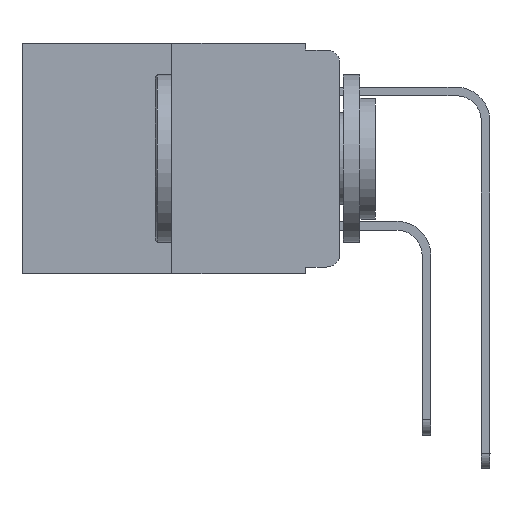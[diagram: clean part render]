
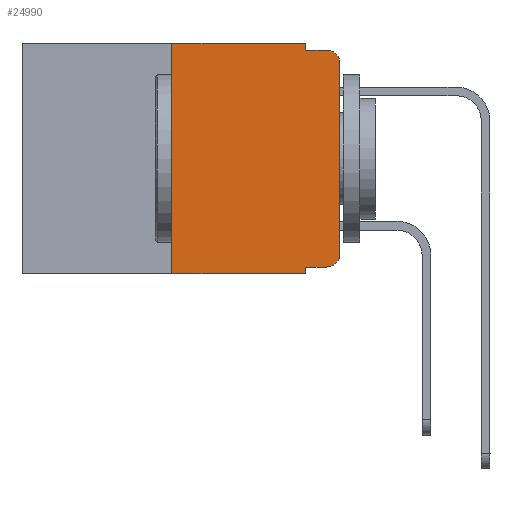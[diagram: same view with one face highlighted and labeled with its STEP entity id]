
A CAD part, left-side view. The second image highlights one B-rep face of the part: STEP entity #24990.
In plain terms, the highlighted planar face has unit normal (-1, 0, 0).
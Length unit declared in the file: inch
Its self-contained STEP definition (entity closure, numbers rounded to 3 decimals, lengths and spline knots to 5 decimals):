
#165 = CARTESIAN_POINT ( 'NONE',  ( 0., 0.051, 0. ) ) ;
#1261 = AXIS2_PLACEMENT_3D ( 'NONE', #27604, #3872, #14325 ) ;
#1712 = ORIENTED_EDGE ( 'NONE', *, *, #17791, .T. ) ;
#2204 = CARTESIAN_POINT ( 'NONE',  ( 0., 0.051, -0.333 ) ) ;
#3281 = VECTOR ( 'NONE', #20148, 39.37008 ) ;
#3722 = DIRECTION ( 'NONE',  ( 0., -1., 0. ) ) ;
#3872 = DIRECTION ( 'NONE',  ( -1., 0., 0. ) ) ;
#4342 = DIRECTION ( 'NONE',  ( -1., 0., 0. ) ) ;
#4897 = EDGE_CURVE ( 'NONE', #18168, #24808, #11501, .T. ) ;
#5050 = VECTOR ( 'NONE', #20542, 39.37008 ) ;
#5064 = VERTEX_POINT ( 'NONE', #12050 ) ;
#5143 = LINE ( 'NONE', #11969, #21545 ) ;
#5383 = CARTESIAN_POINT ( 'NONE',  ( 0., 0.051, 0. ) ) ;
#6021 = CARTESIAN_POINT ( 'NONE',  ( 0., 0., 0. ) ) ;
#6880 = CARTESIAN_POINT ( 'NONE',  ( 0., 0.473, -0.343 ) ) ;
#6993 = DIRECTION ( 'NONE',  ( 0., 0., -1. ) ) ;
#7313 = CARTESIAN_POINT ( 'NONE',  ( 0., 0.051, -0.333 ) ) ;
#7369 = DIRECTION ( 'NONE',  ( 0., 0., -1. ) ) ;
#7626 = ORIENTED_EDGE ( 'NONE', *, *, #10449, .F. ) ;
#7648 = VECTOR ( 'NONE', #10932, 39.37008 ) ;
#7860 = VERTEX_POINT ( 'NONE', #14728 ) ;
#7878 = EDGE_CURVE ( 'NONE', #24808, #7860, #12391, .T. ) ;
#8197 = VERTEX_POINT ( 'NONE', #5383 ) ;
#8309 = ORIENTED_EDGE ( 'NONE', *, *, #11680, .F. ) ;
#8386 = VECTOR ( 'NONE', #20937, 39.37008 ) ;
#8601 = VERTEX_POINT ( 'NONE', #26975 ) ;
#8799 = VERTEX_POINT ( 'NONE', #20786 ) ;
#8940 = CARTESIAN_POINT ( 'NONE',  ( 0., 0.02, -0.03 ) ) ;
#8999 = EDGE_CURVE ( 'NONE', #8197, #8601, #5143, .T. ) ;
#9752 = VECTOR ( 'NONE', #3722, 39.37008 ) ;
#9907 = EDGE_CURVE ( 'NONE', #7860, #8799, #12570, .T. ) ;
#9908 = CARTESIAN_POINT ( 'NONE',  ( 0., 0.02, -0.01 ) ) ;
#10449 = EDGE_CURVE ( 'NONE', #8601, #16854, #22435, .T. ) ;
#10547 = DIRECTION ( 'NONE',  ( 1., 0., 0. ) ) ;
#10760 = AXIS2_PLACEMENT_3D ( 'NONE', #21406, #10547, #27195 ) ;
#10805 = ORIENTED_EDGE ( 'NONE', *, *, #9907, .T. ) ;
#10932 = DIRECTION ( 'NONE',  ( 0., -1., 0. ) ) ;
#11501 = LINE ( 'NONE', #7313, #3281 ) ;
#11680 = EDGE_CURVE ( 'NONE', #5064, #8197, #13686, .T. ) ;
#11969 = CARTESIAN_POINT ( 'NONE',  ( 0., 0.051, 0. ) ) ;
#12050 = CARTESIAN_POINT ( 'NONE',  ( 0., 0.25, 0. ) ) ;
#12280 = ORIENTED_EDGE ( 'NONE', *, *, #8999, .F. ) ;
#12361 = FACE_OUTER_BOUND ( 'NONE', #23937, .T. ) ;
#12391 = CIRCLE ( 'NONE', #1261, 0.02 ) ;
#12570 = LINE ( 'NONE', #6021, #8386 ) ;
#12754 = LINE ( 'NONE', #6880, #7648 ) ;
#12980 = CARTESIAN_POINT ( 'NONE',  ( 0., 0.25, -0.343 ) ) ;
#13649 = VECTOR ( 'NONE', #19444, 39.37008 ) ;
#13686 = LINE ( 'NONE', #26688, #16042 ) ;
#14325 = DIRECTION ( 'NONE',  ( 0., 0., -1. ) ) ;
#14728 = CARTESIAN_POINT ( 'NONE',  ( 0., 0., -0.313 ) ) ;
#14803 = EDGE_CURVE ( 'NONE', #19991, #18806, #12754, .T. ) ;
#14815 = ORIENTED_EDGE ( 'NONE', *, *, #7878, .T. ) ;
#14997 = ORIENTED_EDGE ( 'NONE', *, *, #16368, .F. ) ;
#16042 = VECTOR ( 'NONE', #17722, 39.37008 ) ;
#16368 = EDGE_CURVE ( 'NONE', #19991, #5064, #20816, .T. ) ;
#16854 = VERTEX_POINT ( 'NONE', #9908 ) ;
#17722 = DIRECTION ( 'NONE',  ( 0., -1., 0. ) ) ;
#17791 = EDGE_CURVE ( 'NONE', #8799, #16854, #21595, .T. ) ;
#17850 = ORIENTED_EDGE ( 'NONE', *, *, #4897, .T. ) ;
#18168 = VERTEX_POINT ( 'NONE', #2204 ) ;
#18721 = CARTESIAN_POINT ( 'NONE',  ( 0., 0.25, 0. ) ) ;
#18806 = VERTEX_POINT ( 'NONE', #24949 ) ;
#19444 = DIRECTION ( 'NONE',  ( 0., 0., -1. ) ) ;
#19991 = VERTEX_POINT ( 'NONE', #12980 ) ;
#20148 = DIRECTION ( 'NONE',  ( 0., -1., 0. ) ) ;
#20542 = DIRECTION ( 'NONE',  ( 0., 0., 1. ) ) ;
#20786 = CARTESIAN_POINT ( 'NONE',  ( 0., 0., -0.03 ) ) ;
#20816 = LINE ( 'NONE', #18721, #5050 ) ;
#20835 = EDGE_CURVE ( 'NONE', #18168, #18806, #25886, .T. ) ;
#20937 = DIRECTION ( 'NONE',  ( 0., 0., 1. ) ) ;
#21406 = CARTESIAN_POINT ( 'NONE',  ( 0., 0.473, 0. ) ) ;
#21545 = VECTOR ( 'NONE', #7369, 39.37008 ) ;
#21595 = CIRCLE ( 'NONE', #25629, 0.02 ) ;
#22435 = LINE ( 'NONE', #24825, #9752 ) ;
#23371 = ORIENTED_EDGE ( 'NONE', *, *, #14803, .T. ) ;
#23385 = ORIENTED_EDGE ( 'NONE', *, *, #20835, .F. ) ;
#23937 = EDGE_LOOP ( 'NONE', ( #10805, #1712, #7626, #12280, #8309, #14997, #23371, #23385, #17850, #14815 ) ) ;
#24255 = CARTESIAN_POINT ( 'NONE',  ( 0., 0.02, -0.333 ) ) ;
#24808 = VERTEX_POINT ( 'NONE', #24255 ) ;
#24825 = CARTESIAN_POINT ( 'NONE',  ( 0., 0.051, -0.01 ) ) ;
#24949 = CARTESIAN_POINT ( 'NONE',  ( 0., 0.051, -0.343 ) ) ;
#24990 = ADVANCED_FACE ( 'NONE', ( #12361 ), #27595, .F. ) ;
#25629 = AXIS2_PLACEMENT_3D ( 'NONE', #8940, #4342, #6993 ) ;
#25886 = LINE ( 'NONE', #165, #13649 ) ;
#26688 = CARTESIAN_POINT ( 'NONE',  ( 0., 0.473, 0. ) ) ;
#26975 = CARTESIAN_POINT ( 'NONE',  ( 0., 0.051, -0.01 ) ) ;
#27195 = DIRECTION ( 'NONE',  ( 0., 0., -1. ) ) ;
#27595 = PLANE ( 'NONE',  #10760 ) ;
#27604 = CARTESIAN_POINT ( 'NONE',  ( 0., 0.02, -0.313 ) ) ;
